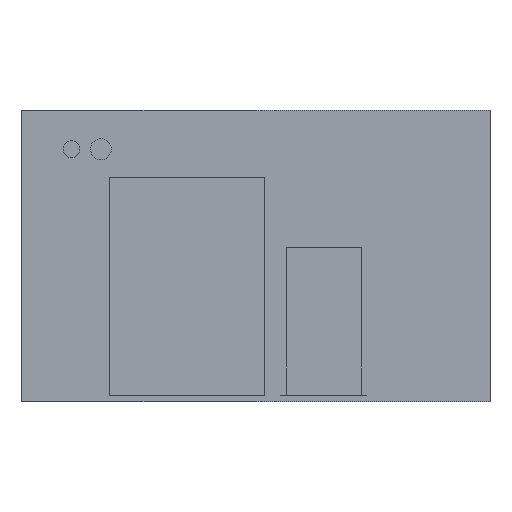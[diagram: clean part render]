
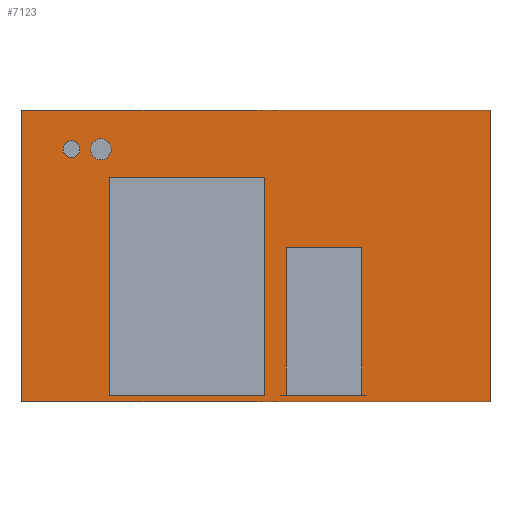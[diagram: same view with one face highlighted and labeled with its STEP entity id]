
A CAD part, front view. The second image highlights one B-rep face of the part: STEP entity #7123.
In plain terms, the highlighted planar face has unit normal (0, -1, 0).
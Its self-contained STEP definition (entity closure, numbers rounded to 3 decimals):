
#96=FACE_BOUND('',#927,.T.);
#97=FACE_BOUND('',#928,.T.);
#119=PLANE('',#7622);
#493=FACE_OUTER_BOUND('',#926,.T.);
#926=EDGE_LOOP('',(#5051,#5052,#5053,#5054));
#927=EDGE_LOOP('',(#5055));
#928=EDGE_LOOP('',(#5056));
#1374=LINE('',#10221,#2280);
#1376=LINE('',#10225,#2282);
#1378=LINE('',#10229,#2284);
#1380=LINE('',#10232,#2286);
#2280=VECTOR('',#8207,10.);
#2282=VECTOR('',#8211,10.);
#2284=VECTOR('',#8215,10.);
#2286=VECTOR('',#8219,10.);
#3168=CIRCLE('',#7606,20.);
#3170=CIRCLE('',#7610,25.);
#3288=VERTEX_POINT('',#10172);
#3290=VERTEX_POINT('',#10179);
#3303=VERTEX_POINT('',#10218);
#3304=VERTEX_POINT('',#10220);
#3305=VERTEX_POINT('',#10224);
#3306=VERTEX_POINT('',#10228);
#3973=EDGE_CURVE('',#3288,#3288,#3168,.T.);
#3976=EDGE_CURVE('',#3290,#3290,#3170,.T.);
#3994=EDGE_CURVE('',#3304,#3303,#1374,.T.);
#3996=EDGE_CURVE('',#3305,#3304,#1376,.T.);
#3998=EDGE_CURVE('',#3306,#3305,#1378,.T.);
#4000=EDGE_CURVE('',#3303,#3306,#1380,.T.);
#5051=ORIENTED_EDGE('',*,*,#4000,.T.);
#5052=ORIENTED_EDGE('',*,*,#3998,.T.);
#5053=ORIENTED_EDGE('',*,*,#3996,.T.);
#5054=ORIENTED_EDGE('',*,*,#3994,.T.);
#5055=ORIENTED_EDGE('',*,*,#3973,.T.);
#5056=ORIENTED_EDGE('',*,*,#3976,.T.);
#7123=ADVANCED_FACE('',(#493,#96,#97),#119,.T.);
#7606=AXIS2_PLACEMENT_3D('',#10174,#8163,#8164);
#7610=AXIS2_PLACEMENT_3D('',#10181,#8172,#8173);
#7622=AXIS2_PLACEMENT_3D('',#10233,#8220,#8221);
#8163=DIRECTION('center_axis',(0.,1.,0.));
#8164=DIRECTION('ref_axis',(1.,0.,0.));
#8172=DIRECTION('center_axis',(0.,1.,0.));
#8173=DIRECTION('ref_axis',(1.,0.,0.));
#8207=DIRECTION('',(1.,0.,0.));
#8211=DIRECTION('',(0.,0.,-1.));
#8215=DIRECTION('',(-1.,0.,0.));
#8219=DIRECTION('',(0.,0.,1.));
#8220=DIRECTION('center_axis',(0.,-1.,0.));
#8221=DIRECTION('ref_axis',(0.,0.,-1.));
#10172=CARTESIAN_POINT('',(-459.5,-370.,254.5));
#10174=CARTESIAN_POINT('Origin',(-439.5,-370.,254.5));
#10179=CARTESIAN_POINT('',(-394.5,-370.,254.5));
#10181=CARTESIAN_POINT('Origin',(-369.5,-370.,254.5));
#10218=CARTESIAN_POINT('',(557.5,-370.,-347.5));
#10220=CARTESIAN_POINT('',(-557.5,-370.,-347.5));
#10221=CARTESIAN_POINT('',(557.5,-370.,-347.5));
#10224=CARTESIAN_POINT('',(-557.5,-370.,347.5));
#10225=CARTESIAN_POINT('',(-557.5,-370.,-347.5));
#10228=CARTESIAN_POINT('',(557.5,-370.,347.5));
#10229=CARTESIAN_POINT('',(-557.5,-370.,347.5));
#10232=CARTESIAN_POINT('',(557.5,-370.,347.5));
#10233=CARTESIAN_POINT('Origin',(0.,-370.,0.));
